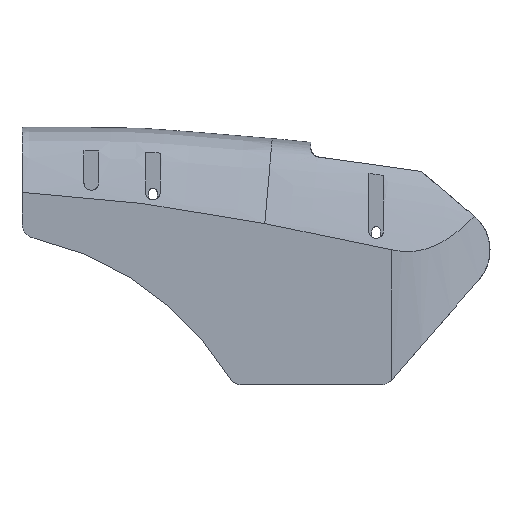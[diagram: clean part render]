
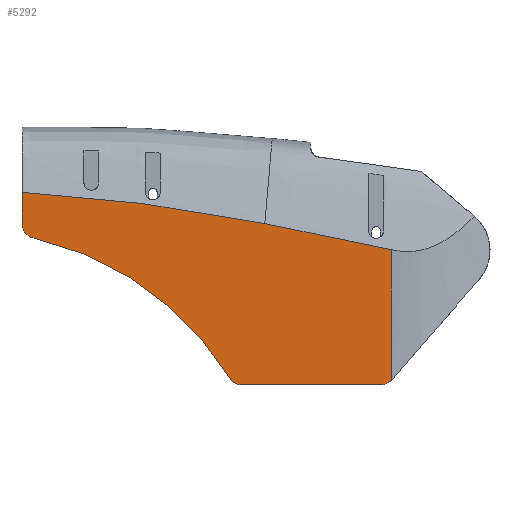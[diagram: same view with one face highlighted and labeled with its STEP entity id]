
A CAD part, left-side view. The second image highlights one B-rep face of the part: STEP entity #5292.
In plain terms, the highlighted planar face has unit normal (-1, 0.031, 0).
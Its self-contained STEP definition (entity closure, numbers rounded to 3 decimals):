
#155=DIRECTION('',(-0.031,-1.,0.));
#156=VECTOR('',#155,35.918);
#157=CARTESIAN_POINT('',(-30.777,52.727,-35.));
#158=LINE('',#157,#156);
#1501=CARTESIAN_POINT('',(-30.671,56.135,
-33.094));
#1502=CARTESIAN_POINT('',(-30.684,55.745,
-33.73));
#1503=CARTESIAN_POINT('',(-30.714,54.75,
-34.618));
#1504=CARTESIAN_POINT('',(-30.754,53.473,-35.));
#1505=CARTESIAN_POINT('',(-30.777,52.727,-35.));
#1510=CARTESIAN_POINT('',(-29.097,106.871,3.096));
#1511=CARTESIAN_POINT('',(-29.268,101.368,1.868));
#1512=CARTESIAN_POINT('',(-29.586,91.102,
-1.624));
#1513=CARTESIAN_POINT('',(-30.007,77.545,
-9.446));
#1514=CARTESIAN_POINT('',(-30.374,65.734,
-19.718));
#1515=CARTESIAN_POINT('',(-30.58,59.088,
-28.29));
#1516=CARTESIAN_POINT('',(-30.671,56.135,
-33.094));
#1521=CARTESIAN_POINT('',(-29.097,106.871,3.096));
#1522=CARTESIAN_POINT('',(-29.081,107.392,3.212));
#1523=CARTESIAN_POINT('',(-29.055,108.238,3.603));
#1524=CARTESIAN_POINT('',(-29.026,109.171,4.458));
#1525=CARTESIAN_POINT('',(-29.006,109.803,5.555));
#1526=CARTESIAN_POINT('',(-29.,110.,6.466));
#1527=CARTESIAN_POINT('',(-29.,110.,7.));
#1532=DIRECTION('',(0.,0.,1.));
#1533=VECTOR('',#1532,8.032);
#1534=CARTESIAN_POINT('',(-29.,110.,7.));
#1535=LINE('',#1534,#1533);
#1539=CARTESIAN_POINT('',(-30.957,46.928,6.929));
#1540=CARTESIAN_POINT('',(-30.916,48.245,7.156));
#1541=CARTESIAN_POINT('',(-30.84,50.717,7.58));
#1542=CARTESIAN_POINT('',(-30.741,53.89,8.122));
#1543=CARTESIAN_POINT('',(-30.655,56.678,8.597));
#1544=CARTESIAN_POINT('',(-30.577,59.169,9.02));
#1545=CARTESIAN_POINT('',(-30.506,61.469,9.408));
#1546=CARTESIAN_POINT('',(-30.437,63.679,9.779));
#1547=CARTESIAN_POINT('',(-30.369,65.896,10.149));
#1548=CARTESIAN_POINT('',(-30.3,68.114,10.515));
#1549=CARTESIAN_POINT('',(-30.231,70.328,10.875));
#1550=CARTESIAN_POINT('',(-30.162,72.539,11.227));
#1551=CARTESIAN_POINT('',(-30.094,74.737,11.567));
#1552=CARTESIAN_POINT('',(-30.028,76.861,11.881));
#1553=CARTESIAN_POINT('',(-29.966,78.879,12.16));
#1554=CARTESIAN_POINT('',(-29.905,80.832,12.409));
#1555=CARTESIAN_POINT('',(-29.845,82.759,12.633));
#1556=CARTESIAN_POINT('',(-29.786,84.681,12.84));
#1557=CARTESIAN_POINT('',(-29.726,86.615,13.034));
#1558=CARTESIAN_POINT('',(-29.666,88.544,13.218));
#1559=CARTESIAN_POINT('',(-29.606,90.483,13.395));
#1560=CARTESIAN_POINT('',(-29.542,92.533,13.578));
#1561=CARTESIAN_POINT('',(-29.472,94.781,13.773));
#1562=CARTESIAN_POINT('',(-29.393,97.337,13.991));
#1563=CARTESIAN_POINT('',(-29.305,100.184,14.23));
#1564=CARTESIAN_POINT('',(-29.209,103.269,14.485));
#1565=CARTESIAN_POINT('',(-29.107,106.555,14.753));
#1566=CARTESIAN_POINT('',(-29.036,108.834,14.938));
#1567=CARTESIAN_POINT('',(-29.,110.,15.032));
#1572=CARTESIAN_POINT('',(-31.978,14.015,
0.115));
#1573=CARTESIAN_POINT('',(-31.866,17.651,
0.997));
#1574=CARTESIAN_POINT('',(-31.639,24.937,2.679));
#1575=CARTESIAN_POINT('',(-31.299,35.911,4.951));
#1576=CARTESIAN_POINT('',(-31.071,43.251,6.298));
#1577=CARTESIAN_POINT('',(-30.957,46.928,6.929));
#1582=CARTESIAN_POINT('',(-31.891,16.827,-35.));
#1583=CARTESIAN_POINT('',(-31.908,16.279,-35.));
#1584=CARTESIAN_POINT('',(-31.939,15.272,
-34.785));
#1585=CARTESIAN_POINT('',(-31.966,14.404,
-34.23));
#1586=CARTESIAN_POINT('',(-31.978,14.015,
-33.844));
#2512=DIRECTION('',(0.,0.,1.));
#2513=VECTOR('',#2512,33.959);
#2514=CARTESIAN_POINT('',(-31.978,14.015,
-33.844));
#2515=LINE('',#2514,#2513);
#3858=CARTESIAN_POINT('',(-29.,110.,7.));
#3859=CARTESIAN_POINT('',(-29.,110.,15.032));
#3860=VERTEX_POINT('',#3858);
#3861=VERTEX_POINT('',#3859);
#3888=VERTEX_POINT('',#1539);
#3890=VERTEX_POINT('',#1521);
#3939=CARTESIAN_POINT('',(-30.671,56.135,
-33.094));
#3940=VERTEX_POINT('',#3939);
#3941=VERTEX_POINT('',#1505);
#3942=VERTEX_POINT('',#1582);
#3943=VERTEX_POINT('',#1586);
#4150=VERTEX_POINT('',#1572);
#5269=CARTESIAN_POINT('',(-29.,110.,-35.));
#5270=DIRECTION('',(-1.,0.031,0.));
#5271=DIRECTION('',(-0.031,-1.,0.));
#5272=AXIS2_PLACEMENT_3D('',#5269,#5270,#5271);
#5273=PLANE('',#5272);
#5275=ORIENTED_EDGE('',*,*,#5274,.F.);
#5277=ORIENTED_EDGE('',*,*,#5276,.F.);
#5279=ORIENTED_EDGE('',*,*,#5278,.T.);
#5281=ORIENTED_EDGE('',*,*,#5280,.T.);
#5283=ORIENTED_EDGE('',*,*,#5282,.F.);
#5285=ORIENTED_EDGE('',*,*,#5284,.F.);
#5287=ORIENTED_EDGE('',*,*,#5286,.F.);
#5288=ORIENTED_EDGE('',*,*,#5256,.F.);
#5289=ORIENTED_EDGE('',*,*,#4282,.F.);
#5290=EDGE_LOOP('',(#5275,#5277,#5279,#5281,#5283,#5285,#5287,#5288,#5289));
#5291=FACE_OUTER_BOUND('',#5290,.F.);
#5292=ADVANCED_FACE('',(#5291),#5273,.T.);
#1506=B_SPLINE_CURVE_WITH_KNOTS('',3,(#1501,#1502,#1503,#1504,#1505),
.UNSPECIFIED.,.F.,.F.,(4,1,4),(0.,0.5,1.),.UNSPECIFIED.);
#1517=B_SPLINE_CURVE_WITH_KNOTS('',3,(#1510,#1511,#1512,#1513,#1514,#1515,
#1516),.UNSPECIFIED.,.F.,.F.,(4,1,1,1,4),(0.,0.25,0.5,0.75,1.),
.UNSPECIFIED.);
#1528=B_SPLINE_CURVE_WITH_KNOTS('',3,(#1521,#1522,#1523,#1524,#1525,#1526,
#1527),.UNSPECIFIED.,.F.,.F.,(4,1,1,1,4),(0.,0.25,0.5,0.75,1.),
.UNSPECIFIED.);
#1568=B_SPLINE_CURVE_WITH_KNOTS('',3,(#1539,#1540,#1541,#1542,#1543,#1544,#1545,
#1546,#1547,#1548,#1549,#1550,#1551,#1552,#1553,#1554,#1555,#1556,#1557,#1558,
#1559,#1560,#1561,#1562,#1563,#1564,#1565,#1566,#1567),.UNSPECIFIED.,.F.,.F.,(4,
1,1,1,1,1,1,1,1,1,1,1,1,1,1,1,1,1,1,1,1,1,1,1,1,1,4),(0.,0.038,
0.077,0.115,0.154,0.192,
0.231,0.269,0.308,0.346,
0.385,0.423,0.462,0.5,0.538,
0.577,0.615,0.654,0.692,
0.731,0.769,0.808,0.846,
0.885,0.923,0.962,1.),.UNSPECIFIED.);
#1578=B_SPLINE_CURVE_WITH_KNOTS('',3,(#1572,#1573,#1574,#1575,#1576,#1577),
.UNSPECIFIED.,.F.,.F.,(4,1,1,4),(0.,0.333,0.667,1.),
.UNSPECIFIED.);
#1587=B_SPLINE_CURVE_WITH_KNOTS('',3,(#1582,#1583,#1584,#1585,#1586),
.UNSPECIFIED.,.F.,.F.,(4,1,4),(0.,0.5,1.),.UNSPECIFIED.);
#4282=EDGE_CURVE('',#3941,#3942,#158,.T.);
#5256=EDGE_CURVE('',#3942,#3943,#1587,.T.);
#5274=EDGE_CURVE('',#3940,#3941,#1506,.T.);
#5276=EDGE_CURVE('',#3890,#3940,#1517,.T.);
#5278=EDGE_CURVE('',#3890,#3860,#1528,.T.);
#5280=EDGE_CURVE('',#3860,#3861,#1535,.T.);
#5282=EDGE_CURVE('',#3888,#3861,#1568,.T.);
#5284=EDGE_CURVE('',#4150,#3888,#1578,.T.);
#5286=EDGE_CURVE('',#3943,#4150,#2515,.T.);
